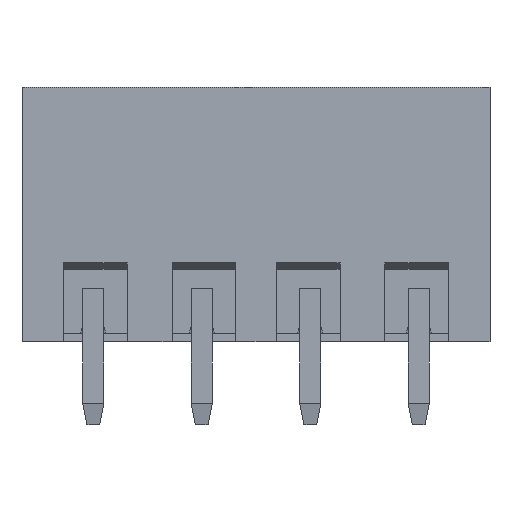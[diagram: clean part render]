
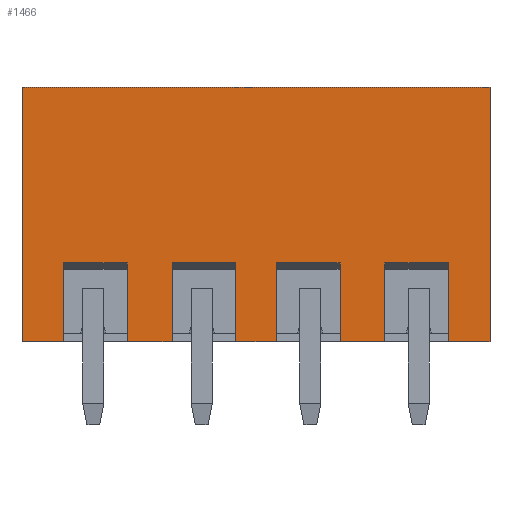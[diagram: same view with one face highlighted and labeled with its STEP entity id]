
A CAD part, front view. The second image highlights one B-rep face of the part: STEP entity #1466.
In plain terms, the highlighted planar face has unit normal (0, -1, 0).
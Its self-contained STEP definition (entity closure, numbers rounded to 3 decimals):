
#431 = EDGE_CURVE('',#432,#434,#436,.T.);
#432 = VERTEX_POINT('',#433);
#433 = CARTESIAN_POINT('',(6.05,-3.825,3.696));
#434 = VERTEX_POINT('',#435);
#435 = CARTESIAN_POINT('',(6.05,-3.825,0.));
#436 = LINE('',#437,#438);
#437 = CARTESIAN_POINT('',(6.05,-3.825,6.742));
#438 = VECTOR('',#439,1.);
#439 = DIRECTION('',(0.,0.,-1.));
#496 = EDGE_CURVE('',#497,#432,#499,.T.);
#497 = VERTEX_POINT('',#498);
#498 = CARTESIAN_POINT('',(9.05,-3.825,3.696));
#499 = LINE('',#500,#501);
#500 = CARTESIAN_POINT('',(8.525,-3.825,3.696));
#501 = VECTOR('',#502,1.);
#502 = DIRECTION('',(-1.,0.,0.));
#546 = VERTEX_POINT('',#547);
#547 = CARTESIAN_POINT('',(9.05,-3.825,0.));
#553 = EDGE_CURVE('',#497,#546,#554,.T.);
#554 = LINE('',#555,#556);
#555 = CARTESIAN_POINT('',(9.05,-3.825,6.742));
#556 = VECTOR('',#557,1.);
#557 = DIRECTION('',(0.,0.,-1.));
#667 = VERTEX_POINT('',#668);
#668 = CARTESIAN_POINT('',(-9.05,-3.825,0.));
#685 = VERTEX_POINT('',#686);
#686 = CARTESIAN_POINT('',(-9.05,-3.825,3.696));
#692 = EDGE_CURVE('',#685,#667,#693,.T.);
#693 = LINE('',#694,#695);
#694 = CARTESIAN_POINT('',(-9.05,-3.825,6.742));
#695 = VECTOR('',#696,1.);
#696 = DIRECTION('',(0.,0.,-1.));
#849 = EDGE_CURVE('',#850,#852,#854,.T.);
#850 = VERTEX_POINT('',#851);
#851 = CARTESIAN_POINT('',(3.95,-3.825,3.696));
#852 = VERTEX_POINT('',#853);
#853 = CARTESIAN_POINT('',(3.95,-3.825,0.));
#854 = LINE('',#855,#856);
#855 = CARTESIAN_POINT('',(3.95,-3.825,6.742));
#856 = VECTOR('',#857,1.);
#857 = DIRECTION('',(0.,0.,-1.));
#1009 = EDGE_CURVE('',#1010,#1012,#1014,.T.);
#1010 = VERTEX_POINT('',#1011);
#1011 = CARTESIAN_POINT('',(-6.05,-3.825,3.696));
#1012 = VERTEX_POINT('',#1013);
#1013 = CARTESIAN_POINT('',(-6.05,-3.825,0.));
#1014 = LINE('',#1015,#1016);
#1015 = CARTESIAN_POINT('',(-6.05,-3.825,6.742));
#1016 = VECTOR('',#1017,1.);
#1017 = DIRECTION('',(0.,0.,-1.));
#1122 = EDGE_CURVE('',#1123,#1125,#1127,.T.);
#1123 = VERTEX_POINT('',#1124);
#1124 = CARTESIAN_POINT('',(-3.94,-3.825,3.696));
#1125 = VERTEX_POINT('',#1126);
#1126 = CARTESIAN_POINT('',(-3.94,-3.825,0.));
#1127 = LINE('',#1128,#1129);
#1128 = CARTESIAN_POINT('',(-3.94,-3.825,6.742));
#1129 = VECTOR('',#1130,1.);
#1130 = DIRECTION('',(0.,0.,-1.));
#1225 = EDGE_CURVE('',#1226,#1228,#1230,.T.);
#1226 = VERTEX_POINT('',#1227);
#1227 = CARTESIAN_POINT('',(0.95,-3.825,3.696));
#1228 = VERTEX_POINT('',#1229);
#1229 = CARTESIAN_POINT('',(0.95,-3.825,0.));
#1230 = LINE('',#1231,#1232);
#1231 = CARTESIAN_POINT('',(0.95,-3.825,6.742));
#1232 = VECTOR('',#1233,1.);
#1233 = DIRECTION('',(0.,0.,-1.));
#1345 = EDGE_CURVE('',#1346,#1348,#1350,.T.);
#1346 = VERTEX_POINT('',#1347);
#1347 = CARTESIAN_POINT('',(-0.95,-3.825,3.696));
#1348 = VERTEX_POINT('',#1349);
#1349 = CARTESIAN_POINT('',(-0.95,-3.825,0.));
#1350 = LINE('',#1351,#1352);
#1351 = CARTESIAN_POINT('',(-0.95,-3.825,6.742));
#1352 = VECTOR('',#1353,1.);
#1353 = DIRECTION('',(0.,0.,-1.));
#1466 = ADVANCED_FACE('',(#1467),#1552,.T.);
#1467 = FACE_BOUND('',#1468,.T.);
#1468 = EDGE_LOOP('',(#1469,#1479,#1487,#1495,#1501,#1502,#1508,#1509,
    #1515,#1516,#1522,#1523,#1529,#1530,#1536,#1537,#1543,#1544,#1545,
    #1546));
#1469 = ORIENTED_EDGE('',*,*,#1470,.F.);
#1470 = EDGE_CURVE('',#1471,#1473,#1475,.T.);
#1471 = VERTEX_POINT('',#1472);
#1472 = CARTESIAN_POINT('',(11.,-3.825,11.95));
#1473 = VERTEX_POINT('',#1474);
#1474 = CARTESIAN_POINT('',(11.,-3.825,0.));
#1475 = LINE('',#1476,#1477);
#1476 = CARTESIAN_POINT('',(11.,-3.825,11.95));
#1477 = VECTOR('',#1478,1.);
#1478 = DIRECTION('',(0.,0.,-1.));
#1479 = ORIENTED_EDGE('',*,*,#1480,.T.);
#1480 = EDGE_CURVE('',#1471,#1481,#1483,.T.);
#1481 = VERTEX_POINT('',#1482);
#1482 = CARTESIAN_POINT('',(-11.,-3.825,11.95));
#1483 = LINE('',#1484,#1485);
#1484 = CARTESIAN_POINT('',(11.,-3.825,11.95));
#1485 = VECTOR('',#1486,1.);
#1486 = DIRECTION('',(-1.,0.,0.));
#1487 = ORIENTED_EDGE('',*,*,#1488,.T.);
#1488 = EDGE_CURVE('',#1481,#1489,#1491,.T.);
#1489 = VERTEX_POINT('',#1490);
#1490 = CARTESIAN_POINT('',(-11.,-3.825,0.));
#1491 = LINE('',#1492,#1493);
#1492 = CARTESIAN_POINT('',(-11.,-3.825,11.95));
#1493 = VECTOR('',#1494,1.);
#1494 = DIRECTION('',(0.,0.,-1.));
#1495 = ORIENTED_EDGE('',*,*,#1496,.F.);
#1496 = EDGE_CURVE('',#667,#1489,#1497,.T.);
#1497 = LINE('',#1498,#1499);
#1498 = CARTESIAN_POINT('',(11.,-3.825,0.));
#1499 = VECTOR('',#1500,1.);
#1500 = DIRECTION('',(-1.,0.,0.));
#1501 = ORIENTED_EDGE('',*,*,#692,.F.);
#1502 = ORIENTED_EDGE('',*,*,#1503,.T.);
#1503 = EDGE_CURVE('',#685,#1010,#1504,.T.);
#1504 = LINE('',#1505,#1506);
#1505 = CARTESIAN_POINT('',(2.475,-3.825,3.696));
#1506 = VECTOR('',#1507,1.);
#1507 = DIRECTION('',(1.,0.,0.));
#1508 = ORIENTED_EDGE('',*,*,#1009,.T.);
#1509 = ORIENTED_EDGE('',*,*,#1510,.F.);
#1510 = EDGE_CURVE('',#1125,#1012,#1511,.T.);
#1511 = LINE('',#1512,#1513);
#1512 = CARTESIAN_POINT('',(11.,-3.825,0.));
#1513 = VECTOR('',#1514,1.);
#1514 = DIRECTION('',(-1.,0.,0.));
#1515 = ORIENTED_EDGE('',*,*,#1122,.F.);
#1516 = ORIENTED_EDGE('',*,*,#1517,.T.);
#1517 = EDGE_CURVE('',#1123,#1346,#1518,.T.);
#1518 = LINE('',#1519,#1520);
#1519 = CARTESIAN_POINT('',(5.025,-3.825,3.696));
#1520 = VECTOR('',#1521,1.);
#1521 = DIRECTION('',(1.,0.,0.));
#1522 = ORIENTED_EDGE('',*,*,#1345,.T.);
#1523 = ORIENTED_EDGE('',*,*,#1524,.F.);
#1524 = EDGE_CURVE('',#1228,#1348,#1525,.T.);
#1525 = LINE('',#1526,#1527);
#1526 = CARTESIAN_POINT('',(11.,-3.825,0.));
#1527 = VECTOR('',#1528,1.);
#1528 = DIRECTION('',(-1.,0.,0.));
#1529 = ORIENTED_EDGE('',*,*,#1225,.F.);
#1530 = ORIENTED_EDGE('',*,*,#1531,.F.);
#1531 = EDGE_CURVE('',#850,#1226,#1532,.T.);
#1532 = LINE('',#1533,#1534);
#1533 = CARTESIAN_POINT('',(5.975,-3.825,3.696));
#1534 = VECTOR('',#1535,1.);
#1535 = DIRECTION('',(-1.,0.,0.));
#1536 = ORIENTED_EDGE('',*,*,#849,.T.);
#1537 = ORIENTED_EDGE('',*,*,#1538,.F.);
#1538 = EDGE_CURVE('',#434,#852,#1539,.T.);
#1539 = LINE('',#1540,#1541);
#1540 = CARTESIAN_POINT('',(11.,-3.825,0.));
#1541 = VECTOR('',#1542,1.);
#1542 = DIRECTION('',(-1.,0.,0.));
#1543 = ORIENTED_EDGE('',*,*,#431,.F.);
#1544 = ORIENTED_EDGE('',*,*,#496,.F.);
#1545 = ORIENTED_EDGE('',*,*,#553,.T.);
#1546 = ORIENTED_EDGE('',*,*,#1547,.F.);
#1547 = EDGE_CURVE('',#1473,#546,#1548,.T.);
#1548 = LINE('',#1549,#1550);
#1549 = CARTESIAN_POINT('',(11.,-3.825,0.));
#1550 = VECTOR('',#1551,1.);
#1551 = DIRECTION('',(-1.,0.,0.));
#1552 = PLANE('',#1553);
#1553 = AXIS2_PLACEMENT_3D('',#1554,#1555,#1556);
#1554 = CARTESIAN_POINT('',(11.,-3.825,11.95));
#1555 = DIRECTION('',(0.,-1.,0.));
#1556 = DIRECTION('',(0.,0.,-1.));
